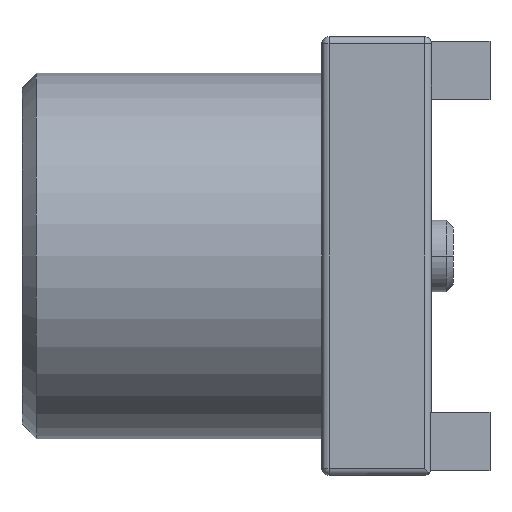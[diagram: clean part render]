
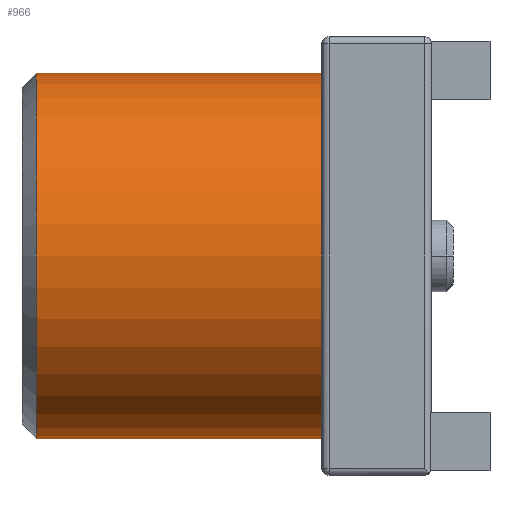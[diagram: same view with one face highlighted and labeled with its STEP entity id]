
A CAD part, front view. The second image highlights one B-rep face of the part: STEP entity #966.
In plain terms, the highlighted cylindrical face has radius 2.5 mm (diameter 5 mm), a partial arc.
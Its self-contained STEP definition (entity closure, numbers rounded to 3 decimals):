
#22=CARTESIAN_POINT('',(0.9,0.,0.));
#23=DIRECTION('',(1.,0.,0.));
#24=DIRECTION('',(0.,0.,1.));
#25=AXIS2_PLACEMENT_3D('',#22,#23,#24);
#27=DIRECTION('',(-1.,0.,0.));
#28=VECTOR('',#27,3.903);
#29=CARTESIAN_POINT('',(0.9,0.,-2.5));
#30=LINE('',#29,#28);
#31=DIRECTION('',(-1.,0.,0.));
#32=VECTOR('',#31,3.903);
#33=CARTESIAN_POINT('',(0.9,0.,2.5));
#34=LINE('',#33,#32);
#43=CARTESIAN_POINT('',(-3.003,0.,0.));
#44=DIRECTION('',(-1.,0.,0.));
#45=DIRECTION('',(0.,0.,-1.));
#46=AXIS2_PLACEMENT_3D('',#43,#44,#45);
#729=CARTESIAN_POINT('',(-3.003,0.,-2.5));
#731=VERTEX_POINT('',#729);
#733=CARTESIAN_POINT('',(-3.003,0.,2.5));
#735=VERTEX_POINT('',#733);
#737=CARTESIAN_POINT('',(0.9,0.,-2.5));
#738=CARTESIAN_POINT('',(0.9,0.,2.5));
#739=VERTEX_POINT('',#737);
#740=VERTEX_POINT('',#738);
#954=CARTESIAN_POINT('',(-3.405,0.,0.));
#955=DIRECTION('',(1.,0.,0.));
#956=DIRECTION('',(0.,0.,1.));
#957=AXIS2_PLACEMENT_3D('',#954,#955,#956);
#958=CYLINDRICAL_SURFACE('',#957,2.5);
#959=ORIENTED_EDGE('',*,*,#949,.T.);
#960=ORIENTED_EDGE('',*,*,#928,.T.);
#962=ORIENTED_EDGE('',*,*,#961,.T.);
#963=ORIENTED_EDGE('',*,*,#924,.F.);
#964=EDGE_LOOP('',(#959,#960,#962,#963));
#965=FACE_OUTER_BOUND('',#964,.F.);
#26=CIRCLE('',#25,2.5);
#47=CIRCLE('',#46,2.5);
#924=EDGE_CURVE('',#740,#735,#34,.T.);
#928=EDGE_CURVE('',#739,#731,#30,.T.);
#949=EDGE_CURVE('',#740,#739,#26,.T.);
#961=EDGE_CURVE('',#731,#735,#47,.T.);
#966=ADVANCED_FACE('',(#965),#958,.T.);
